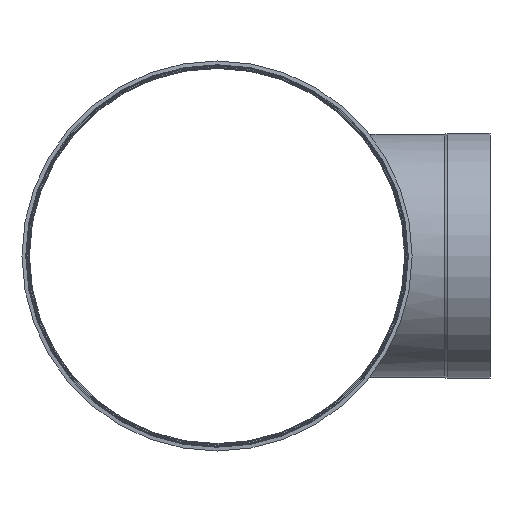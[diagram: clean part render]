
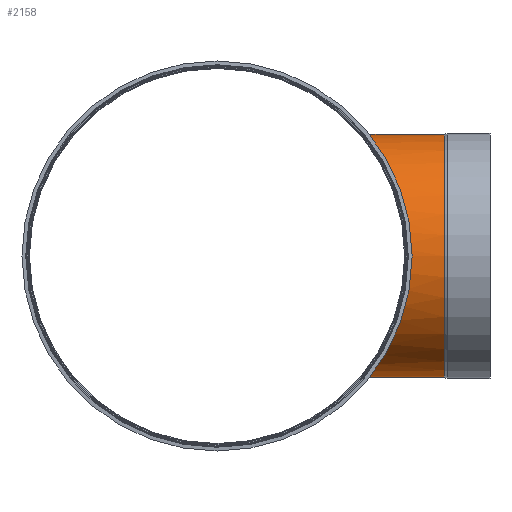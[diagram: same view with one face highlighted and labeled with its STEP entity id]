
A CAD part, front view. The second image highlights one B-rep face of the part: STEP entity #2158.
In plain terms, the highlighted cylindrical face has radius 201 mm (diameter 402 mm), a partial arc.
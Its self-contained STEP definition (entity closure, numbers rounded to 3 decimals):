
#69=B_SPLINE_CURVE_WITH_KNOTS('',3,(#4511,#4512,#4513,#4514,#4515,#4516,
#4517,#4518,#4519,#4520,#4521,#4522,#4523,#4524,#4525,#4526,#4527,#4528,
#4529,#4530,#4531,#4532,#4533,#4534,#4535,#4536,#4537,#4538,#4539,#4540,
#4541,#4542,#4543,#4544,#4545,#4546,#4547,#4548,#4549,#4550,#4551,#4552,
#4553,#4554,#4555,#4556),.UNSPECIFIED.,.F.,.F.,(4,3,3,3,3,3,3,3,3,3,3,3,
3,3,3,4),(0.,5.023,8.869,16.344,21.345,
27.348,30.106,32.343,34.554,37.499,
40.709,45.336,52.68,59.005,61.9,
65.287),.UNSPECIFIED.);
#72=B_SPLINE_CURVE_WITH_KNOTS('',3,(#4639,#4640,#4641,#4642,#4643,#4644,
#4645,#4646,#4647,#4648,#4649,#4650,#4651,#4652,#4653,#4654,#4655,#4656,
#4657,#4658,#4659,#4660,#4661,#4662,#4663,#4664,#4665,#4666,#4667,#4668,
#4669,#4670,#4671,#4672,#4673,#4674,#4675,#4676,#4677,#4678,#4679,#4680,
#4681,#4682,#4683,#4684,#4685,#4686,#4687),.UNSPECIFIED.,.F.,.F.,(4,3,3,
3,3,3,3,3,3,3,3,3,3,3,3,3,4),(65.287,67.628,71.724,
74.993,82.423,87.721,92.054,95.311,
98.421,101.208,103.479,109.783,117.273,
122.21,126.017,129.262,130.527),
 .UNSPECIFIED.);
#87=CYLINDRICAL_SURFACE('',#2409,201.);
#253=FACE_OUTER_BOUND('',#400,.T.);
#400=EDGE_LOOP('',(#1714,#1715,#1716,#1717,#1718));
#561=CIRCLE('',#2410,201.);
#702=LINE('',#4690,#829);
#703=LINE('',#4693,#830);
#829=VECTOR('',#3014,59.688);
#830=VECTOR('',#3017,59.688);
#961=VERTEX_POINT('',#4509);
#962=VERTEX_POINT('',#4510);
#966=VERTEX_POINT('',#4637);
#967=VERTEX_POINT('',#4689);
#968=VERTEX_POINT('',#4691);
#1218=EDGE_CURVE('',#961,#962,#69,.T.);
#1223=EDGE_CURVE('',#962,#966,#72,.T.);
#1224=EDGE_CURVE('',#967,#966,#702,.T.);
#1225=EDGE_CURVE('',#967,#968,#561,.T.);
#1226=EDGE_CURVE('',#968,#961,#703,.T.);
#1714=ORIENTED_EDGE('',*,*,#1218,.T.);
#1715=ORIENTED_EDGE('',*,*,#1223,.T.);
#1716=ORIENTED_EDGE('',*,*,#1224,.F.);
#1717=ORIENTED_EDGE('',*,*,#1225,.T.);
#1718=ORIENTED_EDGE('',*,*,#1226,.T.);
#2158=ADVANCED_FACE('',(#253),#87,.T.);
#2409=AXIS2_PLACEMENT_3D('',#4688,#3012,#3013);
#2410=AXIS2_PLACEMENT_3D('',#4692,#3015,#3016);
#3012=DIRECTION('center_axis',(0.,-1.,0.));
#3013=DIRECTION('ref_axis',(-1.,0.,0.));
#3014=DIRECTION('',(0.,-1.,0.));
#3015=DIRECTION('center_axis',(0.,-1.,0.));
#3016=DIRECTION('ref_axis',(-1.,0.,0.));
#3017=DIRECTION('',(0.,-1.,0.));
#4509=CARTESIAN_POINT('',(-201.,200.,0.351));
#4510=CARTESIAN_POINT('',(201.,200.,0.));
#4511=CARTESIAN_POINT('Ctrl Pts',(-201.,200.,0.351));
#4512=CARTESIAN_POINT('Ctrl Pts',(-200.97,199.981,17.095));
#4513=CARTESIAN_POINT('Ctrl Pts',(-198.855,198.631,33.58));
#4514=CARTESIAN_POINT('Ctrl Pts',(-194.807,196.117,49.509));
#4515=CARTESIAN_POINT('Ctrl Pts',(-191.708,194.192,61.703));
#4516=CARTESIAN_POINT('Ctrl Pts',(-187.449,191.572,73.605));
#4517=CARTESIAN_POINT('Ctrl Pts',(-182.215,188.455,84.846));
#4518=CARTESIAN_POINT('Ctrl Pts',(-172.04,182.396,106.698));
#4519=CARTESIAN_POINT('Ctrl Pts',(-158.173,174.418,126.236));
#4520=CARTESIAN_POINT('Ctrl Pts',(-141.464,166.084,142.79));
#4521=CARTESIAN_POINT('Ctrl Pts',(-130.285,160.508,153.865));
#4522=CARTESIAN_POINT('Ctrl Pts',(-117.854,154.794,163.586));
#4523=CARTESIAN_POINT('Ctrl Pts',(-104.371,149.526,171.778));
#4524=CARTESIAN_POINT('Ctrl Pts',(-88.186,143.202,181.612));
#4525=CARTESIAN_POINT('Ctrl Pts',(-70.419,137.507,189.275));
#4526=CARTESIAN_POINT('Ctrl Pts',(-51.503,133.631,194.29));
#4527=CARTESIAN_POINT('Ctrl Pts',(-42.814,131.85,196.593));
#4528=CARTESIAN_POINT('Ctrl Pts',(-33.883,130.458,198.332));
#4529=CARTESIAN_POINT('Ctrl Pts',(-24.873,129.552,199.455));
#4530=CARTESIAN_POINT('Ctrl Pts',(-17.562,128.817,200.367));
#4531=CARTESIAN_POINT('Ctrl Pts',(-10.178,128.396,200.88));
#4532=CARTESIAN_POINT('Ctrl Pts',(-2.734,128.313,200.981));
#4533=CARTESIAN_POINT('Ctrl Pts',(4.623,128.232,201.081));
#4534=CARTESIAN_POINT('Ctrl Pts',(11.95,128.482,200.776));
#4535=CARTESIAN_POINT('Ctrl Pts',(19.189,129.045,200.082));
#4536=CARTESIAN_POINT('Ctrl Pts',(28.828,129.795,199.158));
#4537=CARTESIAN_POINT('Ctrl Pts',(38.335,131.098,197.545));
#4538=CARTESIAN_POINT('Ctrl Pts',(47.675,132.874,195.264));
#4539=CARTESIAN_POINT('Ctrl Pts',(57.858,134.812,192.778));
#4540=CARTESIAN_POINT('Ctrl Pts',(67.762,137.298,189.513));
#4541=CARTESIAN_POINT('Ctrl Pts',(77.257,140.144,185.56));
#4542=CARTESIAN_POINT('Ctrl Pts',(90.942,144.245,179.862));
#4543=CARTESIAN_POINT('Ctrl Pts',(103.803,149.087,172.736));
#4544=CARTESIAN_POINT('Ctrl Pts',(115.699,154.152,164.362));
#4545=CARTESIAN_POINT('Ctrl Pts',(134.582,162.193,151.07));
#4546=CARTESIAN_POINT('Ctrl Pts',(151.129,170.812,134.547));
#4547=CARTESIAN_POINT('Ctrl Pts',(164.507,178.253,115.492));
#4548=CARTESIAN_POINT('Ctrl Pts',(176.03,184.662,99.079));
#4549=CARTESIAN_POINT('Ctrl Pts',(185.216,190.212,80.781));
#4550=CARTESIAN_POINT('Ctrl Pts',(191.509,194.079,61.035));
#4551=CARTESIAN_POINT('Ctrl Pts',(194.389,195.849,51.998));
#4552=CARTESIAN_POINT('Ctrl Pts',(196.633,197.252,42.743));
#4553=CARTESIAN_POINT('Ctrl Pts',(198.211,198.242,33.367));
#4554=CARTESIAN_POINT('Ctrl Pts',(200.058,199.401,22.396));
#4555=CARTESIAN_POINT('Ctrl Pts',(201.,200.,11.243));
#4556=CARTESIAN_POINT('Ctrl Pts',(201.,200.,0.));
#4637=CARTESIAN_POINT('',(-201.,200.,0.));
#4639=CARTESIAN_POINT('Ctrl Pts',(201.,200.,0.));
#4640=CARTESIAN_POINT('Ctrl Pts',(201.,200.,-7.772));
#4641=CARTESIAN_POINT('Ctrl Pts',(200.544,199.711,-15.589));
#4642=CARTESIAN_POINT('Ctrl Pts',(199.648,199.146,-23.271));
#4643=CARTESIAN_POINT('Ctrl Pts',(198.082,198.159,-36.711));
#4644=CARTESIAN_POINT('Ctrl Pts',(195.177,196.33,-49.853));
#4645=CARTESIAN_POINT('Ctrl Pts',(191.022,193.781,-62.542));
#4646=CARTESIAN_POINT('Ctrl Pts',(187.706,191.746,-72.67));
#4647=CARTESIAN_POINT('Ctrl Pts',(183.584,189.248,-82.512));
#4648=CARTESIAN_POINT('Ctrl Pts',(178.783,186.424,-91.857));
#4649=CARTESIAN_POINT('Ctrl Pts',(167.87,180.006,-113.096));
#4650=CARTESIAN_POINT('Ctrl Pts',(153.419,171.843,-131.941));
#4651=CARTESIAN_POINT('Ctrl Pts',(136.26,163.524,-147.764));
#4652=CARTESIAN_POINT('Ctrl Pts',(124.025,157.593,-159.046));
#4653=CARTESIAN_POINT('Ctrl Pts',(110.422,151.594,-168.793));
#4654=CARTESIAN_POINT('Ctrl Pts',(95.623,146.231,-176.797));
#4655=CARTESIAN_POINT('Ctrl Pts',(83.517,141.843,-183.345));
#4656=CARTESIAN_POINT('Ctrl Pts',(70.63,137.897,-188.709));
#4657=CARTESIAN_POINT('Ctrl Pts',(57.118,134.841,-192.714));
#4658=CARTESIAN_POINT('Ctrl Pts',(46.965,132.545,-195.723));
#4659=CARTESIAN_POINT('Ctrl Pts',(36.508,130.767,-197.947));
#4660=CARTESIAN_POINT('Ctrl Pts',(25.871,129.654,-199.328));
#4661=CARTESIAN_POINT('Ctrl Pts',(15.71,128.592,-200.647));
#4662=CARTESIAN_POINT('Ctrl Pts',(5.307,128.141,-201.193));
#4663=CARTESIAN_POINT('Ctrl Pts',(-4.966,128.348,-200.939));
#4664=CARTESIAN_POINT('Ctrl Pts',(-14.169,128.534,-200.711));
#4665=CARTESIAN_POINT('Ctrl Pts',(-23.308,129.237,-199.854));
#4666=CARTESIAN_POINT('Ctrl Pts',(-32.357,130.416,-198.379));
#4667=CARTESIAN_POINT('Ctrl Pts',(-39.731,131.378,-197.176));
#4668=CARTESIAN_POINT('Ctrl Pts',(-47.03,132.656,-195.56));
#4669=CARTESIAN_POINT('Ctrl Pts',(-54.137,134.184,-193.572));
#4670=CARTESIAN_POINT('Ctrl Pts',(-73.868,138.424,-188.054));
#4671=CARTESIAN_POINT('Ctrl Pts',(-92.295,144.598,-179.66));
#4672=CARTESIAN_POINT('Ctrl Pts',(-108.997,151.367,-168.881));
#4673=CARTESIAN_POINT('Ctrl Pts',(-128.842,159.41,-156.073));
#4674=CARTESIAN_POINT('Ctrl Pts',(-146.3,168.277,-139.858));
#4675=CARTESIAN_POINT('Ctrl Pts',(-160.572,176.082,-120.903));
#4676=CARTESIAN_POINT('Ctrl Pts',(-169.977,181.226,-108.412));
#4677=CARTESIAN_POINT('Ctrl Pts',(-177.999,185.921,-94.728));
#4678=CARTESIAN_POINT('Ctrl Pts',(-184.371,189.744,-80.052));
#4679=CARTESIAN_POINT('Ctrl Pts',(-189.286,192.693,-68.733));
#4680=CARTESIAN_POINT('Ctrl Pts',(-193.209,195.119,-56.827));
#4681=CARTESIAN_POINT('Ctrl Pts',(-195.995,196.856,-44.573));
#4682=CARTESIAN_POINT('Ctrl Pts',(-198.371,198.337,-34.127));
#4683=CARTESIAN_POINT('Ctrl Pts',(-199.924,199.32,-23.411));
#4684=CARTESIAN_POINT('Ctrl Pts',(-200.602,199.749,-12.635));
#4685=CARTESIAN_POINT('Ctrl Pts',(-200.867,199.916,-8.436));
#4686=CARTESIAN_POINT('Ctrl Pts',(-201.,200.,-4.222));
#4687=CARTESIAN_POINT('Ctrl Pts',(-201.,200.,0.));
#4688=CARTESIAN_POINT('Origin',(0.,167.569,0.));
#4689=CARTESIAN_POINT('',(-201.,259.688,0.));
#4690=CARTESIAN_POINT('',(-201.,259.688,0.));
#4691=CARTESIAN_POINT('',(-201.,259.688,0.351));
#4692=CARTESIAN_POINT('Origin',(0.,259.688,0.));
#4693=CARTESIAN_POINT('',(-201.,259.688,0.351));
